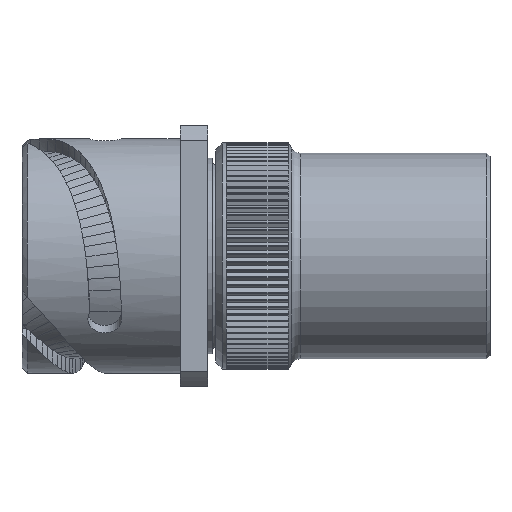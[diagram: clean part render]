
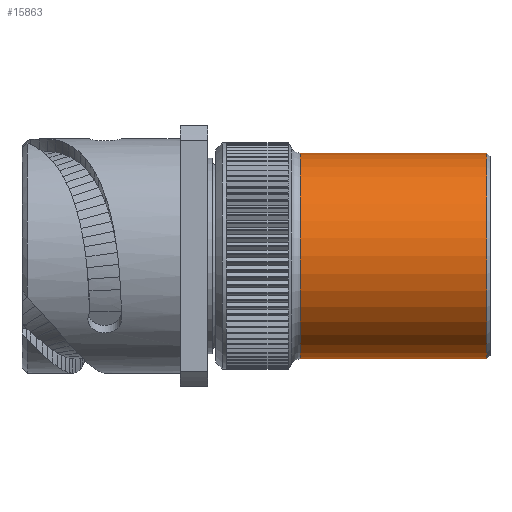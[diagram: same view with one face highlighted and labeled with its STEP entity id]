
A CAD part, top view. The second image highlights one B-rep face of the part: STEP entity #15863.
In plain terms, the highlighted cylindrical face has radius 15 mm (diameter 30 mm), a partial arc.
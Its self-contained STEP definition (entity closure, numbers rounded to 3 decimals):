
#45=CARTESIAN_POINT('',(39.5,0.,0.));
#46=DIRECTION('',(1.,0.,0.));
#47=DIRECTION('',(0.,1.,0.));
#48=AXIS2_PLACEMENT_3D('',#45,#46,#47);
#50=DIRECTION('',(-1.,0.,0.));
#51=VECTOR('',#50,27.168);
#52=CARTESIAN_POINT('',(39.5,15.,0.));
#53=LINE('1180',#52,#51);
#54=DIRECTION('',(-1.,0.,0.));
#55=VECTOR('',#54,27.168);
#56=CARTESIAN_POINT('',(39.5,-15.,0.));
#57=LINE('1182',#56,#55);
#78=CARTESIAN_POINT('',(12.332,0.,0.));
#79=DIRECTION('',(1.,0.,0.));
#80=DIRECTION('',(0.,1.,0.));
#81=AXIS2_PLACEMENT_3D('',#78,#79,#80);
#13086=CARTESIAN_POINT('',(39.5,15.,0.));
#13087=CARTESIAN_POINT('',(12.332,15.,0.));
#13088=VERTEX_POINT('',#13086);
#13089=VERTEX_POINT('',#13087);
#13094=CARTESIAN_POINT('',(39.5,-15.,0.));
#13095=CARTESIAN_POINT('',(12.332,-15.,0.));
#13096=VERTEX_POINT('',#13094);
#13097=VERTEX_POINT('',#13095);
#15849=CARTESIAN_POINT('',(-2.,0.,0.));
#15850=DIRECTION('',(1.,0.,0.));
#15851=DIRECTION('',(0.,-1.,0.));
#15852=AXIS2_PLACEMENT_3D('',#15849,#15850,#15851);
#15853=CYLINDRICAL_SURFACE('246',#15852,15.);
#15855=ORIENTED_EDGE('1180',*,*,#15854,.F.);
#15856=ORIENTED_EDGE('1229',*,*,#15837,.T.);
#15858=ORIENTED_EDGE('1182',*,*,#15857,.T.);
#15860=ORIENTED_EDGE('1222',*,*,#15859,.F.);
#15861=EDGE_LOOP('246',(#15855,#15856,#15858,#15860));
#15862=FACE_OUTER_BOUND('246',#15861,.F.);
#49=CIRCLE('1229',#48,15.);
#82=CIRCLE('1222',#81,15.);
#15837=EDGE_CURVE('1229',#13088,#13096,#49,.T.);
#15854=EDGE_CURVE('1180',#13088,#13089,#53,.T.);
#15857=EDGE_CURVE('1182',#13096,#13097,#57,.T.);
#15859=EDGE_CURVE('1222',#13089,#13097,#82,.T.);
#15863=ADVANCED_FACE('246',(#15862),#15853,.T.);
